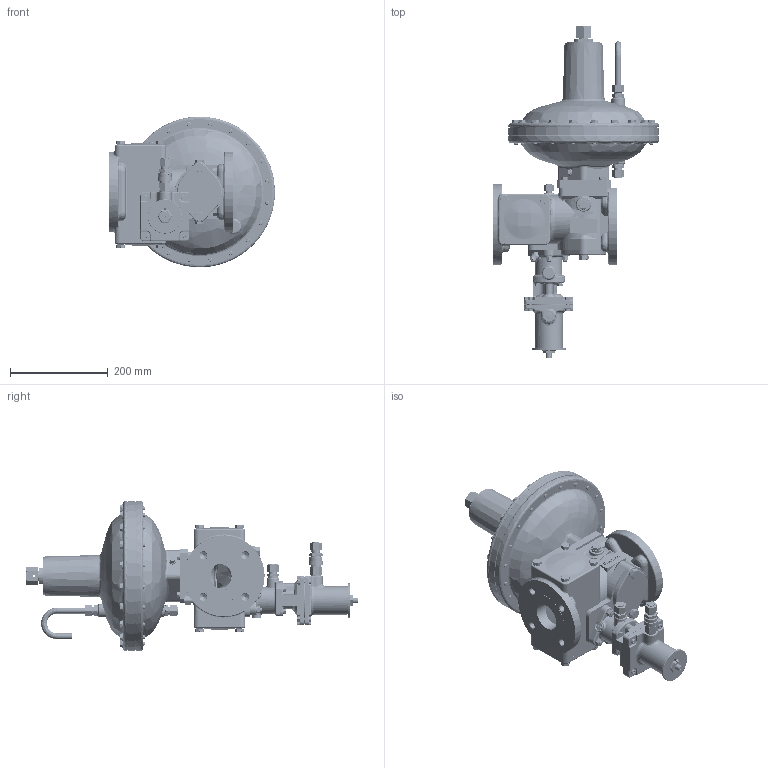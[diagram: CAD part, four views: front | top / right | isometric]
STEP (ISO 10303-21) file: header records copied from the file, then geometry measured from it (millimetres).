
FILE_DESCRIPTION (( 'STEP AP214' ), '1' );
FILE_NAME ('V_MB_HON370_50_RE1SM_K1a_K2a_-_.STEP', '2017-03-07T07:52:27', ( '' ), ( '' ), 'SwSTEP 2.0', 'SolidWorks 2015', '' );
FILE_SCHEMA (( 'AUTOMOTIVE_DESIGN' ));
Length unit declared in the file: millimetre
Products named in the file (1): V_MB_HON370_50_RE1SM_K1a_K2a_-_
Bounding box: 339 x 678.3 x 308 mm (x, y, z)
Volume: 5692633.2 mm3; surface area: 1324203.3 mm2
Topology: 150 solids, 150 shells, 5270 faces, 12736 edges, 7880 vertices
Faces by surface type: plane 1818, cylinder 1605, cone 1098, bspline 749
Entity records: 212808 total; most frequent: CARTESIAN_POINT 92108, ORIENTED_EDGE 25230, DIRECTION 24284, EDGE_CURVE 12615, AXIS2_PLACEMENT_3D 9700, VERTEX_POINT 7880, EDGE_LOOP 5929, FACE_OUTER_BOUND 5270
